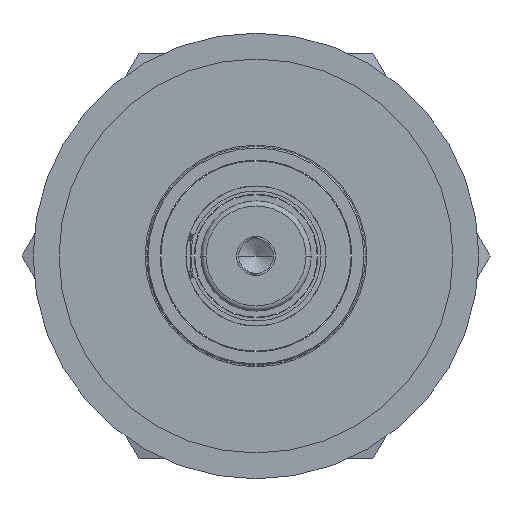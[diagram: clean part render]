
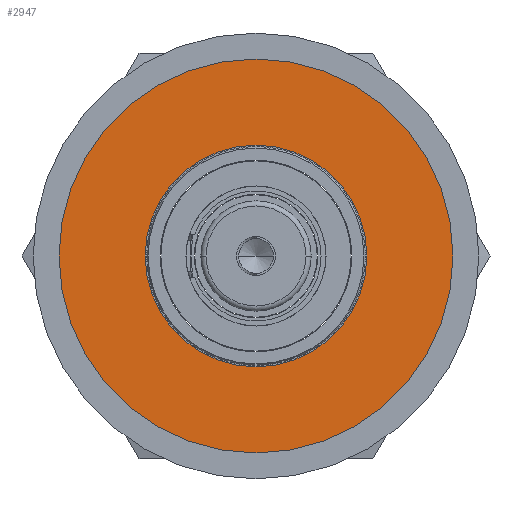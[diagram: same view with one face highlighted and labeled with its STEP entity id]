
A CAD part, left-side view. The second image highlights one B-rep face of the part: STEP entity #2947.
In plain terms, the highlighted planar face has unit normal (-1, 0, 0).
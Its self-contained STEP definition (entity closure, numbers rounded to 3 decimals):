
#26=CARTESIAN_POINT('',(-24.13,0.,0.));
#27=DIRECTION('',(-1.,0.,0.));
#28=DIRECTION('',(0.,1.,0.));
#29=AXIS2_PLACEMENT_3D('',#26,#27,#28);
#31=CARTESIAN_POINT('',(-24.13,0.,0.));
#32=DIRECTION('',(1.,0.,0.));
#33=DIRECTION('',(0.,1.,0.));
#34=AXIS2_PLACEMENT_3D('',#31,#32,#33);
#36=CARTESIAN_POINT('',(-24.13,0.,0.));
#37=DIRECTION('',(-1.,0.,0.));
#38=DIRECTION('',(0.,-1.,0.));
#39=AXIS2_PLACEMENT_3D('',#36,#37,#38);
#41=CARTESIAN_POINT('',(-24.13,0.,0.));
#42=DIRECTION('',(-1.,0.,0.));
#43=DIRECTION('',(0.,1.,0.));
#44=AXIS2_PLACEMENT_3D('',#41,#42,#43);
#2780=CARTESIAN_POINT('',(-24.13,15.431,0.));
#2781=CARTESIAN_POINT('',(-24.13,-15.431,0.));
#2782=VERTEX_POINT('',#2780);
#2783=VERTEX_POINT('',#2781);
#2893=CARTESIAN_POINT('',(-24.13,8.681,0.));
#2894=CARTESIAN_POINT('',(-24.13,-8.681,0.));
#2895=VERTEX_POINT('',#2893);
#2896=VERTEX_POINT('',#2894);
#2931=CARTESIAN_POINT('',(-24.13,0.,0.));
#2932=DIRECTION('',(1.,0.,0.));
#2933=DIRECTION('',(0.,-1.,0.));
#2934=AXIS2_PLACEMENT_3D('',#2931,#2932,#2933);
#2935=PLANE('',#2934);
#2937=ORIENTED_EDGE('',*,*,#2936,.F.);
#2938=ORIENTED_EDGE('',*,*,#2924,.T.);
#2939=EDGE_LOOP('',(#2937,#2938));
#2940=FACE_OUTER_BOUND('',#2939,.F.);
#2942=ORIENTED_EDGE('',*,*,#2941,.T.);
#2944=ORIENTED_EDGE('',*,*,#2943,.T.);
#2945=EDGE_LOOP('',(#2942,#2944));
#2946=FACE_BOUND('',#2945,.F.);
#30=CIRCLE('',#29,15.431);
#35=CIRCLE('',#34,15.431);
#40=CIRCLE('',#39,8.681);
#45=CIRCLE('',#44,8.681);
#2924=EDGE_CURVE('',#2782,#2783,#35,.T.);
#2936=EDGE_CURVE('',#2782,#2783,#30,.T.);
#2941=EDGE_CURVE('',#2896,#2895,#40,.T.);
#2943=EDGE_CURVE('',#2895,#2896,#45,.T.);
#2947=ADVANCED_FACE('',(#2940,#2946),#2935,.F.);
